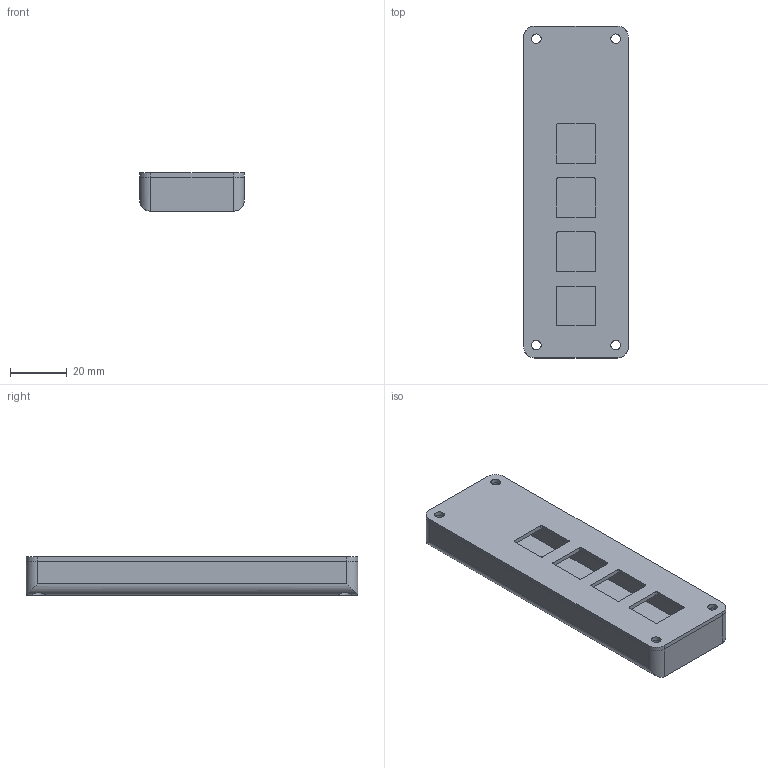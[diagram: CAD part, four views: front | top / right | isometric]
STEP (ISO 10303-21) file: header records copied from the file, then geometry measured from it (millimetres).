
FILE_DESCRIPTION(/* description */ ('STEP AP242','CAx-IF Rec.Pracs.---Representation and Presentation of Product Manufacturing Information (PMI)---4.0---2014-10-13','CAx-IF Rec.Pracs.---3D Tessellated Geometry---0.4---2014-09-14','2;1'),/* implementation_level */ '2;1');
FILE_NAME(/* name */ '6849d6d48055236182e3296d',/* time_stamp */ '2025-06-11T19:19:50Z',/* author */ (''),/* organization */ (''),/* preprocessor_version */ 'ST-DEVELOPER v20',/* originating_system */ 'ONSHAPE BY PTC INC, 1.199',/* authorisation */ ' ');
FILE_SCHEMA (('AP242_MANAGED_MODEL_BASED_3D_ENGINEERING_MIM_LF { 1 0 10303 442 1 1 4 }'));
Length unit declared in the file: metre
Products named in the file (7): Part 1; Part 2; Part 3; Part 4; Part 5; Part 6; Part 7
Bounding box: 37 x 117 x 13.5 mm (x, y, z)
Volume: 35070.5 mm3; surface area: 27559.6 mm2
Topology: 7 solids, 7 shells, 577 faces, 1614 edges, 1074 vertices
Faces by surface type: cylinder 353, plane 138, bspline 86
Full cylindrical faces by diameter (mm): 2.5 x2, 3.4 x8, 6 x8
Entity records: 19334 total; most frequent: CARTESIAN_POINT 4224, ORIENTED_EDGE 3184, DIRECTION 3114, EDGE_CURVE 1592, AXIS2_PLACEMENT_3D 1200, VERTEX_POINT 1070, LINE 714, VECTOR 714
